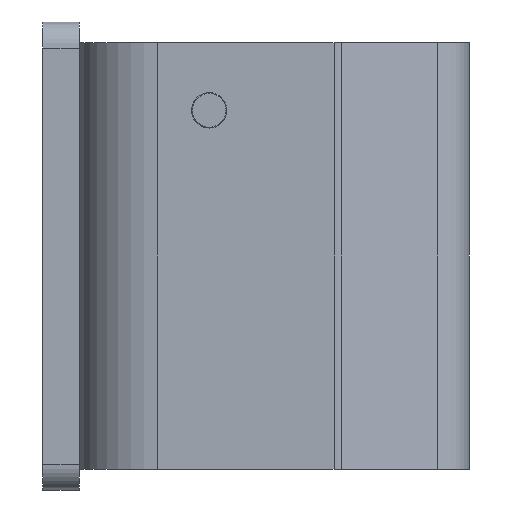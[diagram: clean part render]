
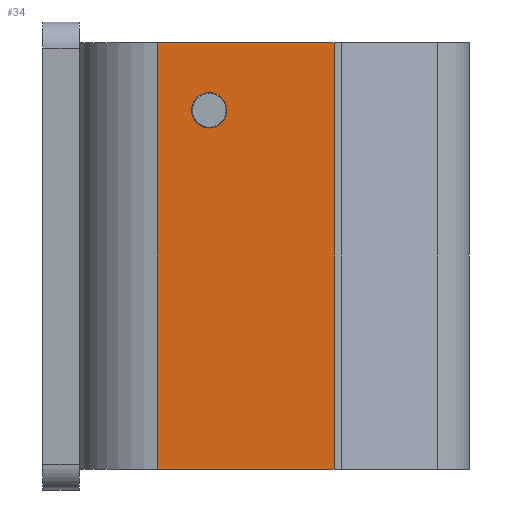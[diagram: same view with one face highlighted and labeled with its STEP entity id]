
A CAD part, left-side view. The second image highlights one B-rep face of the part: STEP entity #34.
In plain terms, the highlighted planar face has unit normal (-1, 0, 0).
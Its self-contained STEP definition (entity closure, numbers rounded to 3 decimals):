
#12 = VECTOR ( 'NONE', #587, 1000. ) ;
#31 = DIRECTION ( 'NONE',  ( 0., 0., -1. ) ) ;
#34 = ADVANCED_FACE ( 'NONE', ( #1700, #3025 ), #131, .F. ) ;
#131 = PLANE ( 'NONE',  #2833 ) ;
#146 = ORIENTED_EDGE ( 'NONE', *, *, #2756, .T. ) ;
#350 = LINE ( 'NONE', #1136, #1873 ) ;
#364 = EDGE_CURVE ( 'NONE', #885, #473, #350, .T. ) ;
#473 = VERTEX_POINT ( 'NONE', #910 ) ;
#516 = AXIS2_PLACEMENT_3D ( 'NONE', #1153, #2240, #31 ) ;
#587 = DIRECTION ( 'NONE',  ( 0., -1., 0. ) ) ;
#659 = DIRECTION ( 'NONE',  ( 0., 0., -1. ) ) ;
#709 = VERTEX_POINT ( 'NONE', #1448 ) ;
#712 = EDGE_LOOP ( 'NONE', ( #1085, #1898, #3051, #146 ) ) ;
#744 = DIRECTION ( 'NONE',  ( 1., 0., 0. ) ) ;
#794 = VERTEX_POINT ( 'NONE', #2108 ) ;
#885 = VERTEX_POINT ( 'NONE', #2144 ) ;
#901 = DIRECTION ( 'NONE',  ( 1., 0., 0. ) ) ;
#910 = CARTESIAN_POINT ( 'NONE',  ( -40., -43., 41. ) ) ;
#925 = AXIS2_PLACEMENT_3D ( 'NONE', #2893, #744, #1536 ) ;
#1085 = ORIENTED_EDGE ( 'NONE', *, *, #2509, .T. ) ;
#1101 = VERTEX_POINT ( 'NONE', #2705 ) ;
#1122 = CARTESIAN_POINT ( 'NONE',  ( -40., -9., 41. ) ) ;
#1136 = CARTESIAN_POINT ( 'NONE',  ( -40., -43., 41. ) ) ;
#1153 = CARTESIAN_POINT ( 'NONE',  ( -40., -19., 28. ) ) ;
#1245 = EDGE_CURVE ( 'NONE', #1101, #3259, #2459, .T. ) ;
#1448 = CARTESIAN_POINT ( 'NONE',  ( -40., -43., -41. ) ) ;
#1462 = EDGE_CURVE ( 'NONE', #3259, #1101, #1620, .T. ) ;
#1509 = ORIENTED_EDGE ( 'NONE', *, *, #1245, .T. ) ;
#1536 = DIRECTION ( 'NONE',  ( 0., 0., -1. ) ) ;
#1620 = CIRCLE ( 'NONE', #516, 3.4 ) ;
#1628 = EDGE_CURVE ( 'NONE', #709, #473, #2185, .T. ) ;
#1700 = FACE_BOUND ( 'NONE', #2409, .T. ) ;
#1873 = VECTOR ( 'NONE', #2694, 1000. ) ;
#1898 = ORIENTED_EDGE ( 'NONE', *, *, #1628, .T. ) ;
#1970 = DIRECTION ( 'NONE',  ( 0., 0., -1. ) ) ;
#2071 = CARTESIAN_POINT ( 'NONE',  ( -40., -19., 24.6 ) ) ;
#2108 = CARTESIAN_POINT ( 'NONE',  ( -40., -9., -41. ) ) ;
#2142 = LINE ( 'NONE', #2976, #12 ) ;
#2144 = CARTESIAN_POINT ( 'NONE',  ( -40., -9., 41. ) ) ;
#2185 = LINE ( 'NONE', #3292, #2320 ) ;
#2240 = DIRECTION ( 'NONE',  ( 1., 0., 0. ) ) ;
#2320 = VECTOR ( 'NONE', #2741, 1000. ) ;
#2409 = EDGE_LOOP ( 'NONE', ( #2797, #1509 ) ) ;
#2422 = VECTOR ( 'NONE', #659, 1000. ) ;
#2459 = CIRCLE ( 'NONE', #925, 3.4 ) ;
#2509 = EDGE_CURVE ( 'NONE', #794, #709, #2142, .T. ) ;
#2515 = CARTESIAN_POINT ( 'NONE',  ( -40., -43., 41. ) ) ;
#2694 = DIRECTION ( 'NONE',  ( 0., -1., 0. ) ) ;
#2705 = CARTESIAN_POINT ( 'NONE',  ( -40., -19., 31.4 ) ) ;
#2741 = DIRECTION ( 'NONE',  ( 0., 0., 1. ) ) ;
#2756 = EDGE_CURVE ( 'NONE', #885, #794, #3052, .T. ) ;
#2797 = ORIENTED_EDGE ( 'NONE', *, *, #1462, .T. ) ;
#2833 = AXIS2_PLACEMENT_3D ( 'NONE', #2515, #901, #1970 ) ;
#2893 = CARTESIAN_POINT ( 'NONE',  ( -40., -19., 28. ) ) ;
#2976 = CARTESIAN_POINT ( 'NONE',  ( -40., -43., -41. ) ) ;
#3025 = FACE_OUTER_BOUND ( 'NONE', #712, .T. ) ;
#3051 = ORIENTED_EDGE ( 'NONE', *, *, #364, .F. ) ;
#3052 = LINE ( 'NONE', #1122, #2422 ) ;
#3259 = VERTEX_POINT ( 'NONE', #2071 ) ;
#3292 = CARTESIAN_POINT ( 'NONE',  ( -40., -43., 41. ) ) ;
